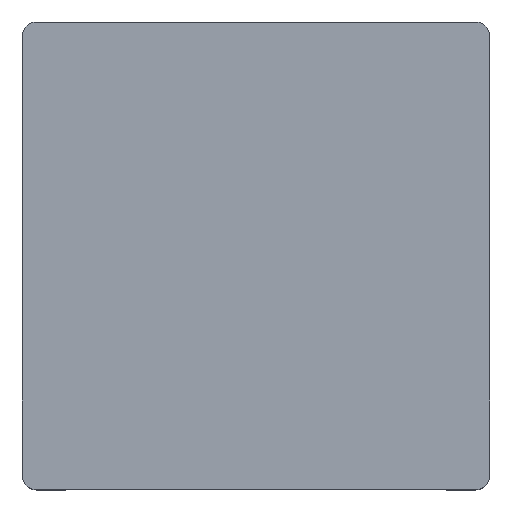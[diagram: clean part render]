
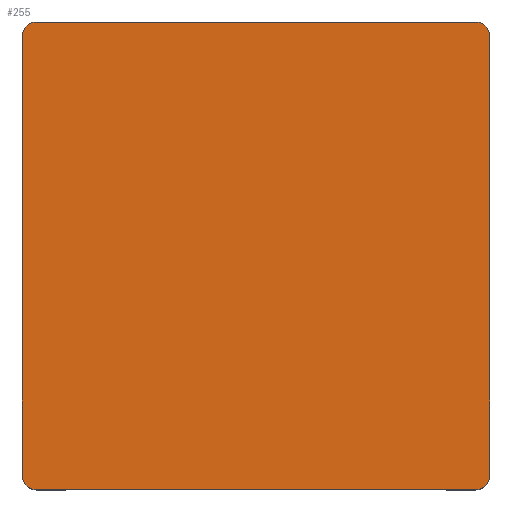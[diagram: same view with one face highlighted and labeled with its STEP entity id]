
A CAD part, top view. The second image highlights one B-rep face of the part: STEP entity #255.
In plain terms, the highlighted planar face has unit normal (0, 0, 1).
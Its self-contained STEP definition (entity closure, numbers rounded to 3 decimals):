
#16=PLANE('',#285);
#27=FACE_OUTER_BOUND('',#41,.T.);
#41=EDGE_LOOP('',(#189,#190,#191,#192,#193,#194,#195,#196));
#55=LINE('',#389,#83);
#62=LINE('',#403,#90);
#63=LINE('',#407,#91);
#64=LINE('',#411,#92);
#83=VECTOR('',#315,10.);
#90=VECTOR('',#324,10.);
#91=VECTOR('',#327,10.);
#92=VECTOR('',#330,10.);
#109=CIRCLE('',#282,5.);
#111=CIRCLE('',#286,5.);
#112=CIRCLE('',#287,5.);
#113=CIRCLE('',#288,5.);
#117=VERTEX_POINT('',#379);
#118=VERTEX_POINT('',#380);
#121=VERTEX_POINT('',#388);
#127=VERTEX_POINT('',#402);
#128=VERTEX_POINT('',#404);
#129=VERTEX_POINT('',#406);
#130=VERTEX_POINT('',#408);
#131=VERTEX_POINT('',#410);
#141=EDGE_CURVE('',#117,#118,#109,.T.);
#145=EDGE_CURVE('',#121,#118,#55,.T.);
#152=EDGE_CURVE('',#117,#127,#62,.T.);
#153=EDGE_CURVE('',#128,#127,#111,.T.);
#154=EDGE_CURVE('',#128,#129,#63,.T.);
#155=EDGE_CURVE('',#130,#129,#112,.T.);
#156=EDGE_CURVE('',#130,#131,#64,.T.);
#157=EDGE_CURVE('',#121,#131,#113,.T.);
#189=ORIENTED_EDGE('',*,*,#141,.F.);
#190=ORIENTED_EDGE('',*,*,#152,.T.);
#191=ORIENTED_EDGE('',*,*,#153,.F.);
#192=ORIENTED_EDGE('',*,*,#154,.T.);
#193=ORIENTED_EDGE('',*,*,#155,.F.);
#194=ORIENTED_EDGE('',*,*,#156,.T.);
#195=ORIENTED_EDGE('',*,*,#157,.F.);
#196=ORIENTED_EDGE('',*,*,#145,.T.);
#255=ADVANCED_FACE('',(#27),#16,.T.);
#282=AXIS2_PLACEMENT_3D('',#381,#307,#308);
#285=AXIS2_PLACEMENT_3D('',#401,#322,#323);
#286=AXIS2_PLACEMENT_3D('',#405,#325,#326);
#287=AXIS2_PLACEMENT_3D('',#409,#328,#329);
#288=AXIS2_PLACEMENT_3D('',#412,#331,#332);
#307=DIRECTION('center_axis',(0.,0.,-1.));
#308=DIRECTION('ref_axis',(-0.707,0.707,0.));
#315=DIRECTION('',(-1.,0.,0.));
#322=DIRECTION('center_axis',(0.,0.,1.));
#323=DIRECTION('ref_axis',(1.,0.,0.));
#324=DIRECTION('',(0.,-1.,0.));
#325=DIRECTION('center_axis',(0.,0.,-1.));
#326=DIRECTION('ref_axis',(-0.707,-0.707,0.));
#327=DIRECTION('',(1.,0.,0.));
#328=DIRECTION('center_axis',(0.,0.,-1.));
#329=DIRECTION('ref_axis',(0.707,-0.707,0.));
#330=DIRECTION('',(0.,1.,0.));
#331=DIRECTION('center_axis',(0.,0.,-1.));
#332=DIRECTION('ref_axis',(0.707,0.707,0.));
#379=CARTESIAN_POINT('',(-80.,75.,80.));
#380=CARTESIAN_POINT('',(-75.,80.,80.));
#381=CARTESIAN_POINT('Origin',(-75.,75.,80.));
#388=CARTESIAN_POINT('',(75.,80.,80.));
#389=CARTESIAN_POINT('',(-80.,80.,80.));
#401=CARTESIAN_POINT('Origin',(0.,0.,80.));
#402=CARTESIAN_POINT('',(-80.,-75.,80.));
#403=CARTESIAN_POINT('',(-80.,-80.,80.));
#404=CARTESIAN_POINT('',(-75.,-80.,80.));
#405=CARTESIAN_POINT('Origin',(-75.,-75.,80.));
#406=CARTESIAN_POINT('',(75.,-80.,80.));
#407=CARTESIAN_POINT('',(80.,-80.,80.));
#408=CARTESIAN_POINT('',(80.,-75.,80.));
#409=CARTESIAN_POINT('Origin',(75.,-75.,80.));
#410=CARTESIAN_POINT('',(80.,75.,80.));
#411=CARTESIAN_POINT('',(80.,80.,80.));
#412=CARTESIAN_POINT('Origin',(75.,75.,80.));
